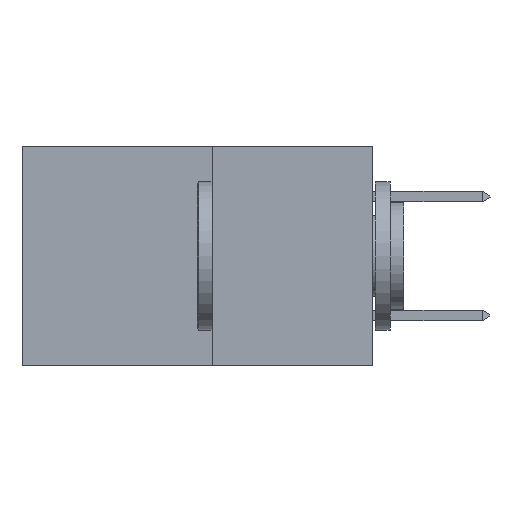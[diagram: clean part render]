
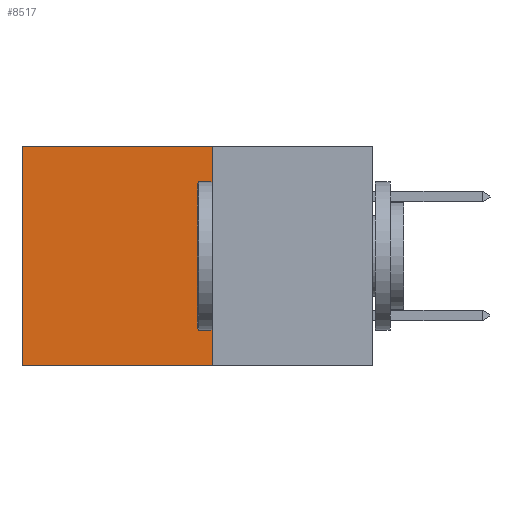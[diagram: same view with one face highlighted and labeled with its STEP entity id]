
A CAD part, left-side view. The second image highlights one B-rep face of the part: STEP entity #8517.
In plain terms, the highlighted planar face has unit normal (-1, 0, 0).
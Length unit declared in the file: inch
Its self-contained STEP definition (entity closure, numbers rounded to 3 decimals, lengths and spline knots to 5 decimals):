
#218 = CARTESIAN_POINT ( 'NONE',  ( 0.277, 0.27, 0. ) ) ;
#598 = VECTOR ( 'NONE', #14404, 39.37008 ) ;
#713 = ORIENTED_EDGE ( 'NONE', *, *, #14512, .F. ) ;
#1764 = EDGE_CURVE ( 'NONE', #5223, #8795, #12039, .T. ) ;
#2915 = CARTESIAN_POINT ( 'NONE',  ( 0.277, 0.27, -0.37 ) ) ;
#3517 = CARTESIAN_POINT ( 'NONE',  ( 0.277, 0.59, -0.37 ) ) ;
#3707 = LINE ( 'NONE', #2915, #598 ) ;
#4280 = LINE ( 'NONE', #12355, #13058 ) ;
#4973 = EDGE_CURVE ( 'NONE', #7310, #5223, #13331, .T. ) ;
#5065 = CARTESIAN_POINT ( 'NONE',  ( 0.277, 0.59, -0.37 ) ) ;
#5223 = VERTEX_POINT ( 'NONE', #7949 ) ;
#6518 = DIRECTION ( 'NONE',  ( 0., 0., -1. ) ) ;
#6520 = DIRECTION ( 'NONE',  ( 1., 0., 0. ) ) ;
#6601 = CARTESIAN_POINT ( 'NONE',  ( 0.277, 0.27, -0.37 ) ) ;
#6607 = PLANE ( 'NONE',  #13584 ) ;
#6958 = ORIENTED_EDGE ( 'NONE', *, *, #1764, .T. ) ;
#7310 = VERTEX_POINT ( 'NONE', #218 ) ;
#7949 = CARTESIAN_POINT ( 'NONE',  ( 0.277, 0.59, 0. ) ) ;
#8217 = ORIENTED_EDGE ( 'NONE', *, *, #9112, .F. ) ;
#8517 = ADVANCED_FACE ( 'NONE', ( #14812 ), #6607, .F. ) ;
#8553 = DIRECTION ( 'NONE',  ( 0., 0., -1. ) ) ;
#8677 = ORIENTED_EDGE ( 'NONE', *, *, #4973, .T. ) ;
#8795 = VERTEX_POINT ( 'NONE', #3517 ) ;
#9112 = EDGE_CURVE ( 'NONE', #7310, #9139, #4280, .T. ) ;
#9139 = VERTEX_POINT ( 'NONE', #10235 ) ;
#10059 = DIRECTION ( 'NONE',  ( 0., 1., 0. ) ) ;
#10235 = CARTESIAN_POINT ( 'NONE',  ( 0.277, 0.27, -0.37 ) ) ;
#10288 = CARTESIAN_POINT ( 'NONE',  ( 0.277, 0.27, 0. ) ) ;
#12039 = LINE ( 'NONE', #5065, #14336 ) ;
#12059 = DIRECTION ( 'NONE',  ( 0., 0., -1. ) ) ;
#12202 = EDGE_LOOP ( 'NONE', ( #6958, #713, #8217, #8677 ) ) ;
#12355 = CARTESIAN_POINT ( 'NONE',  ( 0.277, 0.27, -0.37 ) ) ;
#12984 = VECTOR ( 'NONE', #10059, 39.37008 ) ;
#13058 = VECTOR ( 'NONE', #12059, 39.37008 ) ;
#13331 = LINE ( 'NONE', #10288, #12984 ) ;
#13584 = AXIS2_PLACEMENT_3D ( 'NONE', #6601, #6520, #6518 ) ;
#14336 = VECTOR ( 'NONE', #8553, 39.37008 ) ;
#14404 = DIRECTION ( 'NONE',  ( 0., 1., 0. ) ) ;
#14512 = EDGE_CURVE ( 'NONE', #9139, #8795, #3707, .T. ) ;
#14812 = FACE_OUTER_BOUND ( 'NONE', #12202, .T. ) ;
